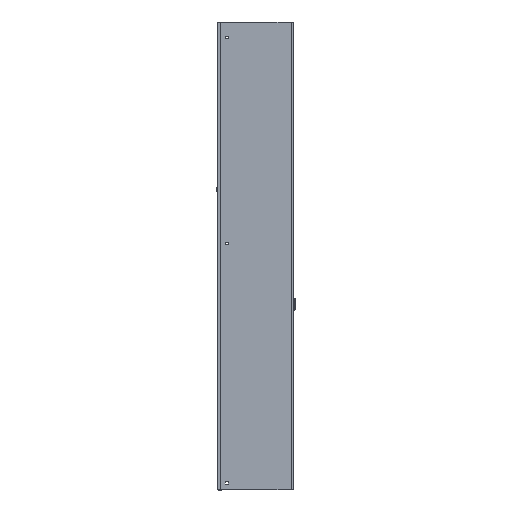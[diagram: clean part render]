
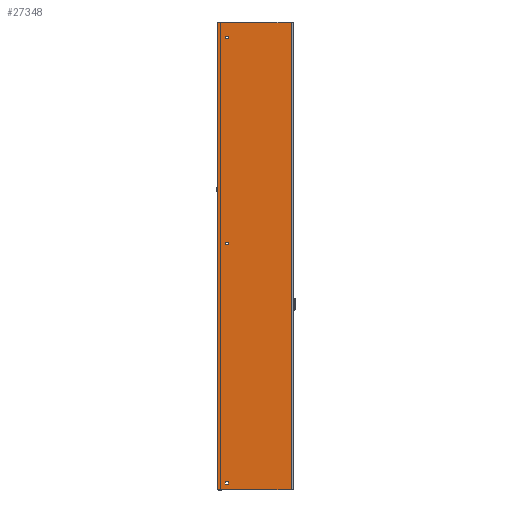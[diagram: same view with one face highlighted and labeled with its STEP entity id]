
A CAD part, left-side view. The second image highlights one B-rep face of the part: STEP entity #27348.
In plain terms, the highlighted planar face has unit normal (-1, 0, 0).
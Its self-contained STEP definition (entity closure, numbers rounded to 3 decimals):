
#27348=ADVANCED_FACE('',(#35314,#33610,#33611,#33612),#135172,.T.);
#33610=FACE_BOUND('',#41804,.T.);
#33611=FACE_BOUND('',#41805,.T.);
#33612=FACE_BOUND('',#41806,.T.);
#35314=FACE_OUTER_BOUND('',#41803,.T.);
#41803=EDGE_LOOP('',(#50570,#50571,#50572,#50573));
#41804=EDGE_LOOP('',(#50574,#50575,#50576,#50577));
#41805=EDGE_LOOP('',(#50578,#50579,#50580,#50581));
#41806=EDGE_LOOP('',(#50582,#50583,#50584,#50585));
#50570=ORIENTED_EDGE('',*,*,#80496,.T.);
#50571=ORIENTED_EDGE('',*,*,#80497,.T.);
#50572=ORIENTED_EDGE('',*,*,#80498,.T.);
#50573=ORIENTED_EDGE('',*,*,#80499,.T.);
#50574=ORIENTED_EDGE('',*,*,#82814,.T.);
#50575=ORIENTED_EDGE('',*,*,#80490,.T.);
#50576=ORIENTED_EDGE('',*,*,#82880,.T.);
#50577=ORIENTED_EDGE('',*,*,#80491,.T.);
#50578=ORIENTED_EDGE('',*,*,#82822,.T.);
#50579=ORIENTED_EDGE('',*,*,#80493,.T.);
#50580=ORIENTED_EDGE('',*,*,#82837,.T.);
#50581=ORIENTED_EDGE('',*,*,#80492,.T.);
#50582=ORIENTED_EDGE('',*,*,#82844,.T.);
#50583=ORIENTED_EDGE('',*,*,#80495,.T.);
#50584=ORIENTED_EDGE('',*,*,#82859,.T.);
#50585=ORIENTED_EDGE('',*,*,#80494,.T.);
#80490=EDGE_CURVE('',#118922,#118923,#115769,.T.);
#80491=EDGE_CURVE('',#118924,#118921,#115770,.T.);
#80492=EDGE_CURVE('',#118927,#118925,#115771,.T.);
#80493=EDGE_CURVE('',#118926,#118928,#115772,.T.);
#80494=EDGE_CURVE('',#118931,#118929,#115773,.T.);
#80495=EDGE_CURVE('',#118930,#118932,#115774,.T.);
#80496=EDGE_CURVE('',#118933,#118934,#115775,.T.);
#80497=EDGE_CURVE('',#118934,#118935,#115776,.T.);
#80498=EDGE_CURVE('',#118935,#118878,#115777,.T.);
#80499=EDGE_CURVE('',#118878,#118933,#115778,.T.);
#82814=EDGE_CURVE('',#118921,#118922,#115781,.T.);
#82822=EDGE_CURVE('',#118925,#118926,#115784,.T.);
#82837=EDGE_CURVE('',#118928,#118927,#115789,.T.);
#82844=EDGE_CURVE('',#118929,#118930,#115792,.T.);
#82859=EDGE_CURVE('',#118932,#118931,#115797,.T.);
#82880=EDGE_CURVE('',#118923,#118924,#115800,.T.);
#115769=(
BOUNDED_CURVE()
B_SPLINE_CURVE(1,(#157252,#157253),.UNSPECIFIED.,.F.,.F.)
B_SPLINE_CURVE_WITH_KNOTS((2,2),(0.,8.),.UNSPECIFIED.)
CURVE()
GEOMETRIC_REPRESENTATION_ITEM()
RATIONAL_B_SPLINE_CURVE((1.,1.))
REPRESENTATION_ITEM('')
);
#115770=(
BOUNDED_CURVE()
B_SPLINE_CURVE(1,(#157254,#157255),.UNSPECIFIED.,.F.,.F.)
B_SPLINE_CURVE_WITH_KNOTS((2,2),(0.,8.),.UNSPECIFIED.)
CURVE()
GEOMETRIC_REPRESENTATION_ITEM()
RATIONAL_B_SPLINE_CURVE((1.,1.))
REPRESENTATION_ITEM('')
);
#115771=(
BOUNDED_CURVE()
B_SPLINE_CURVE(1,(#157256,#157257),.UNSPECIFIED.,.F.,.F.)
B_SPLINE_CURVE_WITH_KNOTS((2,2),(0.,8.),.UNSPECIFIED.)
CURVE()
GEOMETRIC_REPRESENTATION_ITEM()
RATIONAL_B_SPLINE_CURVE((1.,1.))
REPRESENTATION_ITEM('')
);
#115772=(
BOUNDED_CURVE()
B_SPLINE_CURVE(1,(#157258,#157259),.UNSPECIFIED.,.F.,.F.)
B_SPLINE_CURVE_WITH_KNOTS((2,2),(0.,8.),.UNSPECIFIED.)
CURVE()
GEOMETRIC_REPRESENTATION_ITEM()
RATIONAL_B_SPLINE_CURVE((1.,1.))
REPRESENTATION_ITEM('')
);
#115773=(
BOUNDED_CURVE()
B_SPLINE_CURVE(1,(#157260,#157261),.UNSPECIFIED.,.F.,.F.)
B_SPLINE_CURVE_WITH_KNOTS((2,2),(0.,8.),.UNSPECIFIED.)
CURVE()
GEOMETRIC_REPRESENTATION_ITEM()
RATIONAL_B_SPLINE_CURVE((1.,1.))
REPRESENTATION_ITEM('')
);
#115774=(
BOUNDED_CURVE()
B_SPLINE_CURVE(1,(#157262,#157263),.UNSPECIFIED.,.F.,.F.)
B_SPLINE_CURVE_WITH_KNOTS((2,2),(0.,8.),.UNSPECIFIED.)
CURVE()
GEOMETRIC_REPRESENTATION_ITEM()
RATIONAL_B_SPLINE_CURVE((1.,1.))
REPRESENTATION_ITEM('')
);
#115775=(
BOUNDED_CURVE()
B_SPLINE_CURVE(1,(#157264,#157265),.UNSPECIFIED.,.F.,.F.)
B_SPLINE_CURVE_WITH_KNOTS((2,2),(0.,1497.),.UNSPECIFIED.)
CURVE()
GEOMETRIC_REPRESENTATION_ITEM()
RATIONAL_B_SPLINE_CURVE((1.,1.))
REPRESENTATION_ITEM('')
);
#115776=(
BOUNDED_CURVE()
B_SPLINE_CURVE(1,(#157266,#157267),.UNSPECIFIED.,.F.,.F.)
B_SPLINE_CURVE_WITH_KNOTS((2,2),(0.,236.122),.UNSPECIFIED.)
CURVE()
GEOMETRIC_REPRESENTATION_ITEM()
RATIONAL_B_SPLINE_CURVE((1.,1.))
REPRESENTATION_ITEM('')
);
#115777=(
BOUNDED_CURVE()
B_SPLINE_CURVE(1,(#157268,#157269),.UNSPECIFIED.,.F.,.F.)
B_SPLINE_CURVE_WITH_KNOTS((2,2),(-1497.,0.),.UNSPECIFIED.)
CURVE()
GEOMETRIC_REPRESENTATION_ITEM()
RATIONAL_B_SPLINE_CURVE((1.,1.))
REPRESENTATION_ITEM('')
);
#115778=(
BOUNDED_CURVE()
B_SPLINE_CURVE(1,(#157270,#157271),.UNSPECIFIED.,.F.,.F.)
B_SPLINE_CURVE_WITH_KNOTS((2,2),(-236.122,0.),.UNSPECIFIED.)
CURVE()
GEOMETRIC_REPRESENTATION_ITEM()
RATIONAL_B_SPLINE_CURVE((1.,1.))
REPRESENTATION_ITEM('')
);
#115781=(
BOUNDED_CURVE()
B_SPLINE_CURVE(2,(#161906,#161907,#161908,#161909,#161910),
 .UNSPECIFIED.,.F.,.F.)
B_SPLINE_CURVE_WITH_KNOTS((3,2,3),(-20.,-10.,0.),
 .UNSPECIFIED.)
CURVE()
GEOMETRIC_REPRESENTATION_ITEM()
RATIONAL_B_SPLINE_CURVE((1.,0.707,1.,0.707,1.))
REPRESENTATION_ITEM('')
);
#115784=(
BOUNDED_CURVE()
B_SPLINE_CURVE(2,(#161931,#161932,#161933,#161934,#161935),
 .UNSPECIFIED.,.F.,.F.)
B_SPLINE_CURVE_WITH_KNOTS((3,2,3),(-20.,-10.,0.),
 .UNSPECIFIED.)
CURVE()
GEOMETRIC_REPRESENTATION_ITEM()
RATIONAL_B_SPLINE_CURVE((1.,0.707,1.,0.707,1.))
REPRESENTATION_ITEM('')
);
#115789=(
BOUNDED_CURVE()
B_SPLINE_CURVE(2,(#161976,#161977,#161978,#161979,#161980),
 .UNSPECIFIED.,.F.,.F.)
B_SPLINE_CURVE_WITH_KNOTS((3,2,3),(-20.,-10.,
0.),.UNSPECIFIED.)
CURVE()
GEOMETRIC_REPRESENTATION_ITEM()
RATIONAL_B_SPLINE_CURVE((1.,0.707,1.,0.707,1.))
REPRESENTATION_ITEM('')
);
#115792=(
BOUNDED_CURVE()
B_SPLINE_CURVE(2,(#161999,#162000,#162001,#162002,#162003),
 .UNSPECIFIED.,.F.,.F.)
B_SPLINE_CURVE_WITH_KNOTS((3,2,3),(-20.,-10.,0.),
 .UNSPECIFIED.)
CURVE()
GEOMETRIC_REPRESENTATION_ITEM()
RATIONAL_B_SPLINE_CURVE((1.,0.707,1.,0.707,1.))
REPRESENTATION_ITEM('')
);
#115797=(
BOUNDED_CURVE()
B_SPLINE_CURVE(2,(#162044,#162045,#162046,#162047,#162048),
 .UNSPECIFIED.,.F.,.F.)
B_SPLINE_CURVE_WITH_KNOTS((3,2,3),(-20.,-10.,0.),
 .UNSPECIFIED.)
CURVE()
GEOMETRIC_REPRESENTATION_ITEM()
RATIONAL_B_SPLINE_CURVE((1.,0.707,1.,0.707,1.))
REPRESENTATION_ITEM('')
);
#115800=(
BOUNDED_CURVE()
B_SPLINE_CURVE(2,(#162095,#162096,#162097,#162098,#162099),
 .UNSPECIFIED.,.F.,.F.)
B_SPLINE_CURVE_WITH_KNOTS((3,2,3),(-20.,-10.,0.),
 .UNSPECIFIED.)
CURVE()
GEOMETRIC_REPRESENTATION_ITEM()
RATIONAL_B_SPLINE_CURVE((1.,0.707,1.,0.707,1.))
REPRESENTATION_ITEM('')
);
#118878=VERTEX_POINT('',#155425);
#118921=VERTEX_POINT('',#155468);
#118922=VERTEX_POINT('',#155469);
#118923=VERTEX_POINT('',#155470);
#118924=VERTEX_POINT('',#155471);
#118925=VERTEX_POINT('',#155472);
#118926=VERTEX_POINT('',#155473);
#118927=VERTEX_POINT('',#155474);
#118928=VERTEX_POINT('',#155475);
#118929=VERTEX_POINT('',#155476);
#118930=VERTEX_POINT('',#155477);
#118931=VERTEX_POINT('',#155478);
#118932=VERTEX_POINT('',#155479);
#118933=VERTEX_POINT('',#155480);
#118934=VERTEX_POINT('',#155481);
#118935=VERTEX_POINT('',#155482);
#135172=PLANE('',#140321);
#140321=AXIS2_PLACEMENT_3D('',#154177,#145455,$);
#145455=DIRECTION('',(-1.,0.,0.));
#154177=CARTESIAN_POINT('',(672.5,-247.05,1497.));
#155425=CARTESIAN_POINT('',(672.5,-483.172,1497.));
#155468=CARTESIAN_POINT('',(672.5,-272.,1454.));
#155469=CARTESIAN_POINT('',(672.5,-282.,1454.));
#155470=CARTESIAN_POINT('',(672.5,-282.,1446.));
#155471=CARTESIAN_POINT('',(672.5,-272.,1446.));
#155472=CARTESIAN_POINT('',(672.5,-282.,785.));
#155473=CARTESIAN_POINT('',(672.5,-272.,785.));
#155474=CARTESIAN_POINT('',(672.5,-282.,793.));
#155475=CARTESIAN_POINT('',(672.5,-272.,793.));
#155476=CARTESIAN_POINT('',(672.5,-282.,18.5));
#155477=CARTESIAN_POINT('',(672.5,-272.,18.5));
#155478=CARTESIAN_POINT('',(672.5,-282.,26.5));
#155479=CARTESIAN_POINT('',(672.5,-272.,26.5));
#155480=CARTESIAN_POINT('',(672.5,-247.05,1497.));
#155481=CARTESIAN_POINT('',(672.5,-247.05,0.));
#155482=CARTESIAN_POINT('',(672.5,-483.172,0.));
#157252=CARTESIAN_POINT('',(672.5,-282.,1454.));
#157253=CARTESIAN_POINT('',(672.5,-282.,1446.));
#157254=CARTESIAN_POINT('',(672.5,-272.,1446.));
#157255=CARTESIAN_POINT('',(672.5,-272.,1454.));
#157256=CARTESIAN_POINT('',(672.5,-282.,793.));
#157257=CARTESIAN_POINT('',(672.5,-282.,785.));
#157258=CARTESIAN_POINT('',(672.5,-272.,785.));
#157259=CARTESIAN_POINT('',(672.5,-272.,793.));
#157260=CARTESIAN_POINT('',(672.5,-282.,26.5));
#157261=CARTESIAN_POINT('',(672.5,-282.,18.5));
#157262=CARTESIAN_POINT('',(672.5,-272.,18.5));
#157263=CARTESIAN_POINT('',(672.5,-272.,26.5));
#157264=CARTESIAN_POINT('',(672.5,-247.05,1497.));
#157265=CARTESIAN_POINT('',(672.5,-247.05,0.));
#157266=CARTESIAN_POINT('',(672.5,-247.05,0.));
#157267=CARTESIAN_POINT('',(672.5,-483.172,0.));
#157268=CARTESIAN_POINT('',(672.5,-483.172,0.));
#157269=CARTESIAN_POINT('',(672.5,-483.172,1497.));
#157270=CARTESIAN_POINT('',(672.5,-483.172,1497.));
#157271=CARTESIAN_POINT('',(672.5,-247.05,1497.));
#161906=CARTESIAN_POINT('',(672.5,-272.,1454.));
#161907=CARTESIAN_POINT('',(672.5,-272.,1459.));
#161908=CARTESIAN_POINT('',(672.5,-277.,1459.));
#161909=CARTESIAN_POINT('',(672.5,-282.,1459.));
#161910=CARTESIAN_POINT('',(672.5,-282.,1454.));
#161931=CARTESIAN_POINT('',(672.5,-282.,785.));
#161932=CARTESIAN_POINT('',(672.5,-282.,780.));
#161933=CARTESIAN_POINT('',(672.5,-277.,780.));
#161934=CARTESIAN_POINT('',(672.5,-272.,780.));
#161935=CARTESIAN_POINT('',(672.5,-272.,785.));
#161976=CARTESIAN_POINT('',(672.5,-272.,793.));
#161977=CARTESIAN_POINT('',(672.5,-272.,798.));
#161978=CARTESIAN_POINT('',(672.5,-277.,798.));
#161979=CARTESIAN_POINT('',(672.5,-282.,798.));
#161980=CARTESIAN_POINT('',(672.5,-282.,793.));
#161999=CARTESIAN_POINT('',(672.5,-282.,18.5));
#162000=CARTESIAN_POINT('',(672.5,-282.,13.5));
#162001=CARTESIAN_POINT('',(672.5,-277.,13.5));
#162002=CARTESIAN_POINT('',(672.5,-272.,13.5));
#162003=CARTESIAN_POINT('',(672.5,-272.,18.5));
#162044=CARTESIAN_POINT('',(672.5,-272.,26.5));
#162045=CARTESIAN_POINT('',(672.5,-272.,31.5));
#162046=CARTESIAN_POINT('',(672.5,-277.,31.5));
#162047=CARTESIAN_POINT('',(672.5,-282.,31.5));
#162048=CARTESIAN_POINT('',(672.5,-282.,26.5));
#162095=CARTESIAN_POINT('',(672.5,-282.,1446.));
#162096=CARTESIAN_POINT('',(672.5,-282.,1441.));
#162097=CARTESIAN_POINT('',(672.5,-277.,1441.));
#162098=CARTESIAN_POINT('',(672.5,-272.,1441.));
#162099=CARTESIAN_POINT('',(672.5,-272.,1446.));
